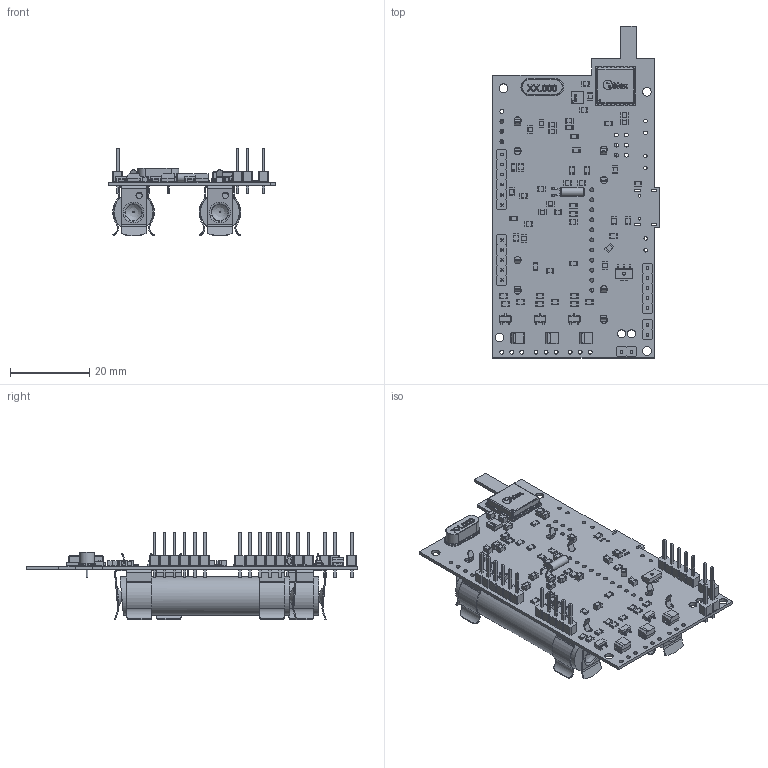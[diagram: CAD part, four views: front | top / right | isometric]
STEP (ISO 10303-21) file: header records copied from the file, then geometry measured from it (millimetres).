
FILE_DESCRIPTION(('KiCad electronic assembly'),'2;1');
FILE_NAME('StratoSoar MK2.1.step','2024-04-23T07:21:52',('Pcbnew'),( 'Kicad'),'Open CASCADE STEP processor 7.7','KiCad to STEP converter' ,'Unknown');
FILE_SCHEMA(('AUTOMOTIVE_DESIGN { 1 0 10303 214 1 1 1 1 }'));
Length unit declared in the file: millimetre
Products named in the file (28): StratoSoar MK2.1 1; R_0805_2012Metric; SOT-89-3; CQ assembly; C_0805_2012Metric; PinHeader_1x02_P2.54mm_Vertical; PinHeader_1x02_P254mm_Vertical; PinHeader_1x05_P2.54mm_Vertical; PinHeader_1x05_P254mm_Vertical; Crystal_C26-LF_D2.1mm_L6.5mm_Horizontal; C26_LF_Horizontal; PinHeader_1x06_P2.54mm_Vertical; PinHeader_1x06_P254mm_Vertical; User Library-MPU9250; 4C456F65-3891-4902-BF36-3E2D460C14F8; SC-59; SC_59; CP_EIA-3528-21_Kemet-B; CP_EIA_3528_21_Kemet_B; User Library-HC-49; F343147A-452A-42D3-8A28-AB9CB7AAC813; User Library-MAX-M8 u-blox M8 Concurrent GNSS Module; 4BD6B2E8-BB7B-4AAE-9AFF-AA098B308A64; BK-82; BK-82--3DModel-STEP-231308 v2; StratoSoar-MK2.2_PCB
Assembly tree (84 placements, depth 3):
  StratoSoar MK2.1 1
    R_0805_2012Metric  x23
      R_0805_2012Metric
    SOT-89-3
      CQ assembly
    C_0805_2012Metric  x29
      C_0805_2012Metric
    PinHeader_1x02_P2.54mm_Vertical  x2
      PinHeader_1x02_P254mm_Vertical
    PinHeader_1x05_P2.54mm_Vertical  x2
      PinHeader_1x05_P254mm_Vertical
    Crystal_C26-LF_D2.1mm_L6.5mm_Horizontal
      C26_LF_Horizontal
    PinHeader_1x06_P2.54mm_Vertical
      PinHeader_1x06_P254mm_Vertical
    User Library-MPU9250
      4C456F65-3891-4902-BF36-3E2D460C14F8
    SC-59  x3
      SC_59
    CP_EIA-3528-21_Kemet-B  x3
      CP_EIA_3528_21_Kemet_B
    User Library-HC-49
      F343147A-452A-42D3-8A28-AB9CB7AAC813
    User Library-MAX-M8 u-blox M8 Concurrent GNSS Module
      4BD6B2E8-BB7B-4AAE-9AFF-AA098B308A64
    BK-82  x2
      BK-82--3DModel-STEP-231308 v2
    StratoSoar-MK2.2_PCB
Bounding box: 42.04 x 83.95 x 22.2 mm (x, y, z)
Volume: 9932.8 mm3; surface area: 14582.2 mm2
Topology: 154 solids, 154 shells, 4217 faces, 10442 edges, 6675 vertices
Faces by surface type: plane 2834, cylinder 1080, bspline 270, torus 33
Full cylindrical faces by diameter (mm): 0.3 x4, 0.5 x2, 0.65 x2, 0.7 x1, 0.8 x2, 0.9 x6, 1 x50, 1.57 x4, 1.78 x8, 2.032 x1, 2.048 x1, 2.1 x3, 2.2 x4, 9.8 x2
Entity records: 76528 total; most frequent: CARTESIAN_POINT 18178, ORIENTED_EDGE 10782, DIRECTION 10038, EDGE_CURVE 5391, LINE 4052, VECTOR 4052, VERTEX_POINT 3429, AXIS2_PLACEMENT_3D 2993
